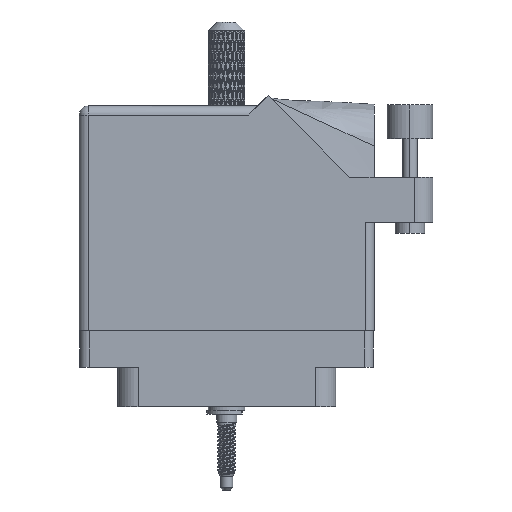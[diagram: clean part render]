
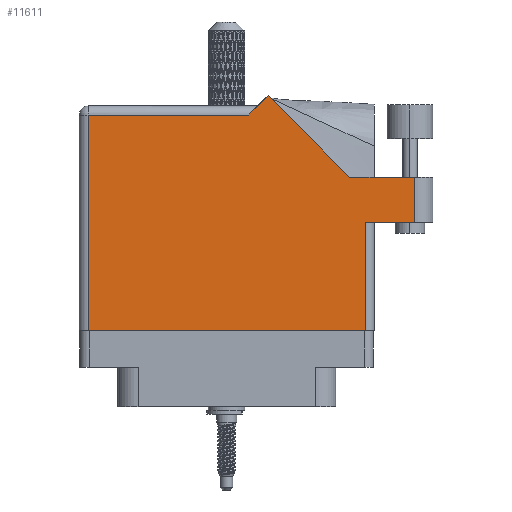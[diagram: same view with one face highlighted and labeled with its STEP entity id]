
A CAD part, front view. The second image highlights one B-rep face of the part: STEP entity #11611.
In plain terms, the highlighted face is planar.
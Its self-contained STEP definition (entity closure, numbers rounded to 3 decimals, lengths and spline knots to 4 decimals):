
#1775 = ORIENTED_EDGE ( 'NONE', *, *, #36413, .T. ) ;
#1994 = EDGE_CURVE ( 'NONE', #74557, #4043, #25628, .T. ) ;
#3001 = VECTOR ( 'NONE', #22025, 39.3701 ) ;
#4043 = VERTEX_POINT ( 'NONE', #84062 ) ;
#5114 = CARTESIAN_POINT ( 'NONE',  ( 0.8394, 0.944, 0.455 ) ) ;
#6011 = CARTESIAN_POINT ( 'NONE',  ( 1.405, 0.944, 0.455 ) ) ;
#9650 = ORIENTED_EDGE ( 'NONE', *, *, #23662, .T. ) ;
#10529 = CARTESIAN_POINT ( 'NONE',  ( -0.943, -0.1, 0.455 ) ) ;
#11611 = ADVANCED_FACE ( 'NONE', ( #76661 ), #99176, .F. ) ;
#12429 = AXIS2_PLACEMENT_3D ( 'NONE', #101272, #27846, #51971 ) ;
#14623 = ORIENTED_EDGE ( 'NONE', *, *, #53401, .T. ) ;
#15287 = CARTESIAN_POINT ( 'NONE',  ( 0.943, -0.1, 0.455 ) ) ;
#16770 = LINE ( 'NONE', #49446, #47338 ) ;
#17075 = CARTESIAN_POINT ( 'NONE',  ( 0.943, 0.637, 0.455 ) ) ;
#22025 = DIRECTION ( 'NONE',  ( -1., 0., 0. ) ) ;
#23662 = EDGE_CURVE ( 'NONE', #78006, #54040, #74616, .T. ) ;
#25628 = LINE ( 'NONE', #17075, #58759 ) ;
#27763 = DIRECTION ( 'NONE',  ( 0., -1., 0. ) ) ;
#27846 = DIRECTION ( 'NONE',  ( 0., 0., -1. ) ) ;
#28078 = LINE ( 'NONE', #5114, #67371 ) ;
#29679 = LINE ( 'NONE', #103628, #51287 ) ;
#30213 = DIRECTION ( 'NONE',  ( -0.707, -0.707, 0. ) ) ;
#34615 = VERTEX_POINT ( 'NONE', #10529 ) ;
#35201 = ORIENTED_EDGE ( 'NONE', *, *, #89540, .T. ) ;
#36070 = LINE ( 'NONE', #84304, #96141 ) ;
#36413 = EDGE_CURVE ( 'NONE', #77539, #84650, #16770, .T. ) ;
#40025 = VERTEX_POINT ( 'NONE', #56323 ) ;
#41134 = ORIENTED_EDGE ( 'NONE', *, *, #1994, .T. ) ;
#43872 = CARTESIAN_POINT ( 'NONE',  ( -0.943, -0.1, 0.455 ) ) ;
#44418 = VECTOR ( 'NONE', #78040, 39.3701 ) ;
#45629 = LINE ( 'NONE', #6011, #3001 ) ;
#47026 = CARTESIAN_POINT ( 'NONE',  ( -0.943, 1.368, 0.455 ) ) ;
#47338 = VECTOR ( 'NONE', #82141, 39.3701 ) ;
#49446 = CARTESIAN_POINT ( 'NONE',  ( 1.28, 0.944, 0.455 ) ) ;
#51287 = VECTOR ( 'NONE', #30213, 39.3701 ) ;
#51971 = DIRECTION ( 'NONE',  ( -1., 0., 0. ) ) ;
#52132 = DIRECTION ( 'NONE',  ( 1., 0., 0. ) ) ;
#53401 = EDGE_CURVE ( 'NONE', #34615, #74557, #36070, .T. ) ;
#54040 = VERTEX_POINT ( 'NONE', #47026 ) ;
#54150 = ORIENTED_EDGE ( 'NONE', *, *, #64053, .T. ) ;
#54182 = CARTESIAN_POINT ( 'NONE',  ( 0.2827, 1.5007, 0.455 ) ) ;
#54278 = ORIENTED_EDGE ( 'NONE', *, *, #105158, .T. ) ;
#56323 = CARTESIAN_POINT ( 'NONE',  ( 0.8394, 0.944, 0.455 ) ) ;
#58759 = VECTOR ( 'NONE', #89946, 39.3701 ) ;
#64053 = EDGE_CURVE ( 'NONE', #4043, #77539, #93572, .T. ) ;
#64657 = VERTEX_POINT ( 'NONE', #54182 ) ;
#66172 = CARTESIAN_POINT ( 'NONE',  ( 1.28, 0.944, 0.455 ) ) ;
#67371 = VECTOR ( 'NONE', #87021, 39.3701 ) ;
#70557 = CARTESIAN_POINT ( 'NONE',  ( 1.005, 0.637, 0.455 ) ) ;
#74557 = VERTEX_POINT ( 'NONE', #15287 ) ;
#74616 = LINE ( 'NONE', #81575, #82864 ) ;
#74829 = EDGE_CURVE ( 'NONE', #64657, #78006, #29679, .T. ) ;
#76087 = EDGE_LOOP ( 'NONE', ( #54150, #1775, #35201, #105554, #99061, #9650, #54278, #14623, #41134 ) ) ;
#76661 = FACE_OUTER_BOUND ( 'NONE', #76087, .T. ) ;
#77539 = VERTEX_POINT ( 'NONE', #99423 ) ;
#78006 = VERTEX_POINT ( 'NONE', #90322 ) ;
#78040 = DIRECTION ( 'NONE',  ( 1., 0., 0. ) ) ;
#81575 = CARTESIAN_POINT ( 'NONE',  ( -1.005, 1.368, 0.455 ) ) ;
#82141 = DIRECTION ( 'NONE',  ( 0., 1., 0. ) ) ;
#82864 = VECTOR ( 'NONE', #90661, 39.3701 ) ;
#84062 = CARTESIAN_POINT ( 'NONE',  ( 0.943, 0.637, 0.455 ) ) ;
#84304 = CARTESIAN_POINT ( 'NONE',  ( -1.005, -0.1, 0.455 ) ) ;
#84650 = VERTEX_POINT ( 'NONE', #66172 ) ;
#87021 = DIRECTION ( 'NONE',  ( -0.707, 0.707, 0. ) ) ;
#89540 = EDGE_CURVE ( 'NONE', #84650, #40025, #45629, .T. ) ;
#89937 = VECTOR ( 'NONE', #27763, 39.3701 ) ;
#89946 = DIRECTION ( 'NONE',  ( 0., 1., 0. ) ) ;
#90322 = CARTESIAN_POINT ( 'NONE',  ( 0.15, 1.368, 0.455 ) ) ;
#90661 = DIRECTION ( 'NONE',  ( -1., 0., 0. ) ) ;
#93572 = LINE ( 'NONE', #70557, #44418 ) ;
#96141 = VECTOR ( 'NONE', #52132, 39.3701 ) ;
#99061 = ORIENTED_EDGE ( 'NONE', *, *, #74829, .T. ) ;
#99176 = PLANE ( 'NONE',  #12429 ) ;
#99423 = CARTESIAN_POINT ( 'NONE',  ( 1.28, 0.637, 0.455 ) ) ;
#100381 = EDGE_CURVE ( 'NONE', #40025, #64657, #28078, .T. ) ;
#101194 = LINE ( 'NONE', #43872, #89937 ) ;
#101272 = CARTESIAN_POINT ( 'NONE',  ( -1.005, 1.43, 0.455 ) ) ;
#103628 = CARTESIAN_POINT ( 'NONE',  ( 0.212, 1.43, 0.455 ) ) ;
#105158 = EDGE_CURVE ( 'NONE', #54040, #34615, #101194, .T. ) ;
#105554 = ORIENTED_EDGE ( 'NONE', *, *, #100381, .T. ) ;
